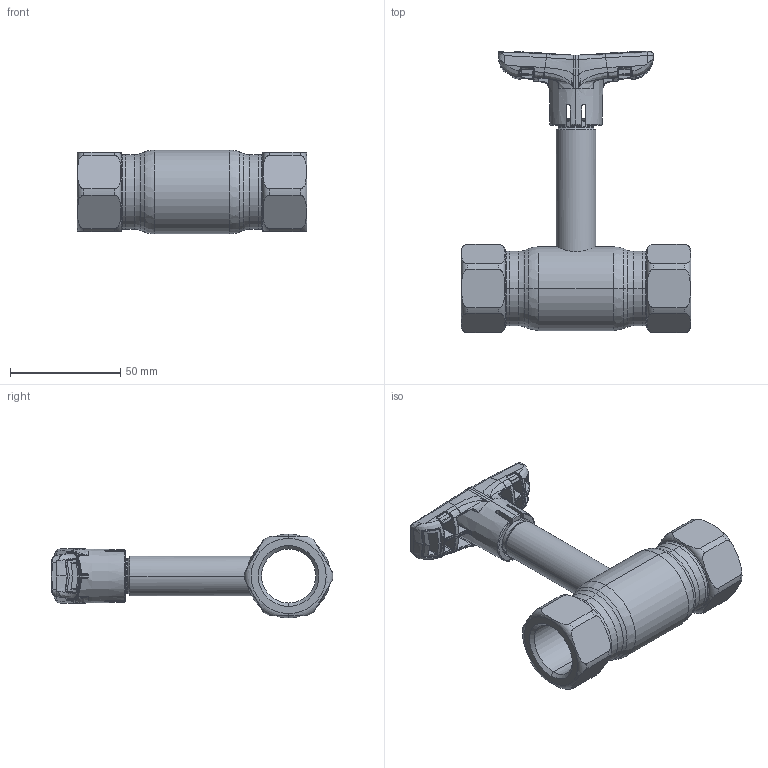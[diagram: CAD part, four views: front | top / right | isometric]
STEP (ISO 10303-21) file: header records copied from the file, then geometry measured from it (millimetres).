
FILE_DESCRIPTION (( 'STEP AP214' ), '1' );
FILE_NAME ('1020002001-1400.step', '2024-01-16T11:10:50', ( '' ), ( '' ), 'SwSTEP 2.0', 'SolidWorks 2021', '' );
FILE_SCHEMA (( 'AUTOMOTIVE_DESIGN' ));
Length unit declared in the file: millimetre
Products named in the file (1): 1020002001-1400
Bounding box: 104 x 127.48 x 38 mm (x, y, z)
Surface area: 29160.5 mm2 (no closed solid volume)
Topology: 0 solids, 6 shells, 713 faces, 2042 edges, 1260 vertices
Faces by surface type: bspline 548, plane 59, cylinder 46, torus 29, cone 19, sphere 12
Entity records: 54425 total; most frequent: CARTESIAN_POINT 32853, ORIENTED_EDGE 3615, EDGE_CURVE 2030, DIRECTION 1450, B_SPLINE_CURVE_WITH_KNOTS 1384, VERTEX_POINT 1256, EDGE_LOOP 721, UNCERTAINTY_MEASURE_WITH_UNIT 715
